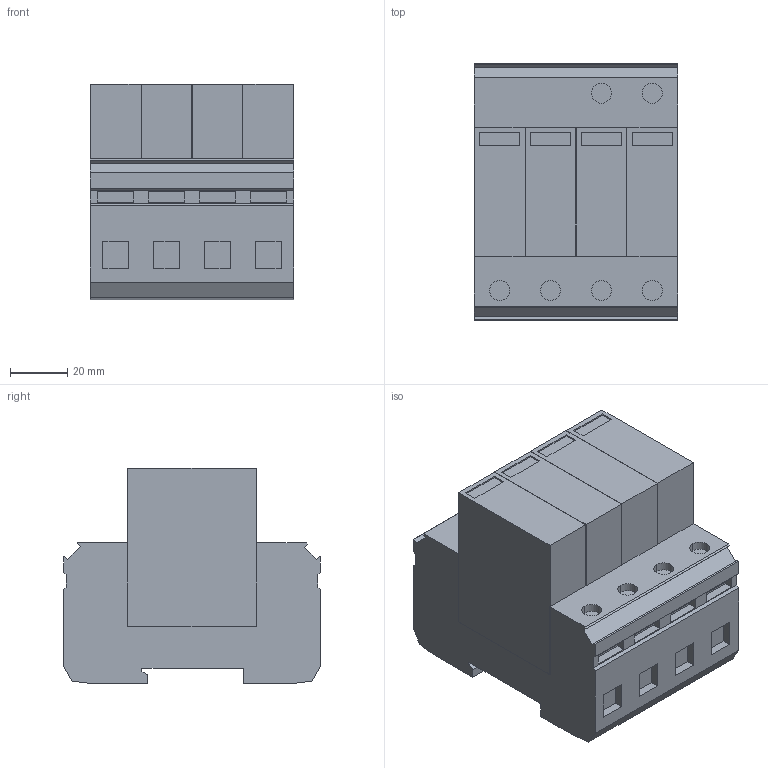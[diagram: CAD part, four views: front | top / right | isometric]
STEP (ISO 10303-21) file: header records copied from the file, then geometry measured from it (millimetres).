
FILE_DESCRIPTION(('STEP AP214'),'1');
FILE_NAME('cctmp_3AE9CBFC-6F83-42F3-8199-4919C0FBEB89_2023_07_21_23_21_31_0102..stp','2023-07-21T21:21:31',('SIEMENS A&D'),('CADClick - www.CADClick.com'),'Spatial InterOp 3D postprocessed',' ','unknown authorization');
FILE_SCHEMA(('AUTOMOTIVE_DESIGN'));
Length unit declared in the file: millimetre
Products named in the file (1): 2023_07_21_23_21_31_0093
Bounding box: 71 x 89.8 x 75.5 mm (x, y, z)
Volume: 374534.2 mm3; surface area: 43822.8 mm2
Topology: 1 solids, 1 shells, 168 faces, 418 edges, 278 vertices
Faces by surface type: plane 156, cylinder 12
Entity records: 5446 total; most frequent: CARTESIAN_POINT 865, ORIENTED_EDGE 836, DIRECTION 782, EDGE_CURVE 418, LINE 392, VECTOR 392, VERTEX_POINT 278, AXIS2_PLACEMENT_3D 195
